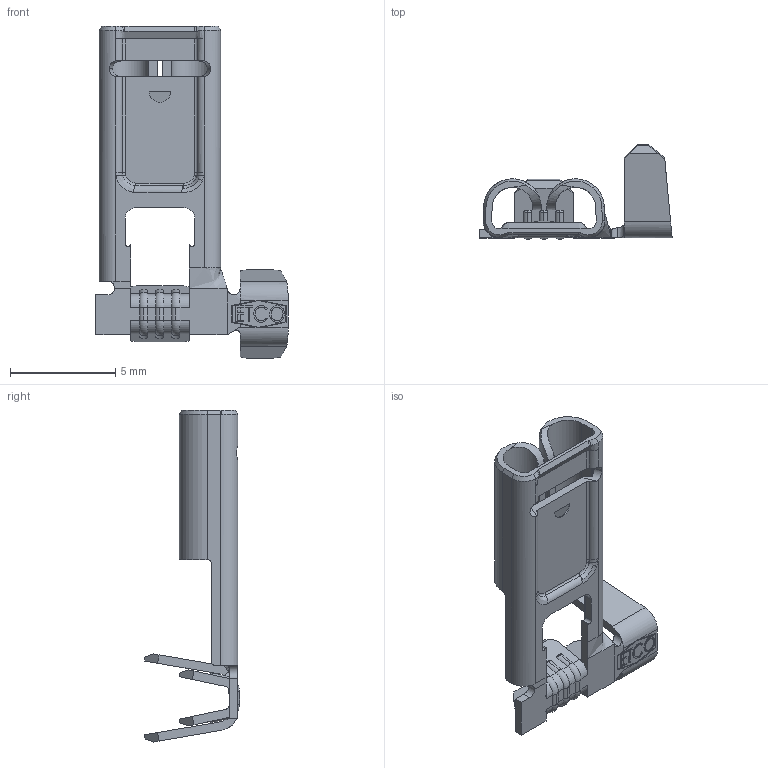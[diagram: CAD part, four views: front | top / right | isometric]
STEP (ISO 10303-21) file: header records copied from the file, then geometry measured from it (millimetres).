
FILE_DESCRIPTION (( 'STEP AP203' ), '1' );
FILE_NAME ('07783.STEP', '2015-01-29T16:21:40', ( '' ), ( '' ), 'SwSTEP 2.0', 'SolidWorks 2014', '' );
FILE_SCHEMA (( 'CONFIG_CONTROL_DESIGN' ));
Length unit declared in the file: inch
Products named in the file (1): 07783
Bounding box: 9.14 x 4.52 x 15.79 mm (x, y, z)
Volume: 70.3 mm3; surface area: 400.1 mm2
Topology: 1 solids, 1 shells, 347 faces, 931 edges, 585 vertices
Faces by surface type: plane 163, cylinder 92, bspline 49, torus 26, cone 17
Entity records: 13167 total; most frequent: CARTESIAN_POINT 4819, ORIENTED_EDGE 1862, DIRECTION 1529, EDGE_CURVE 931, VERTEX_POINT 585, VECTOR 567, LINE 567, AXIS2_PLACEMENT_3D 481
